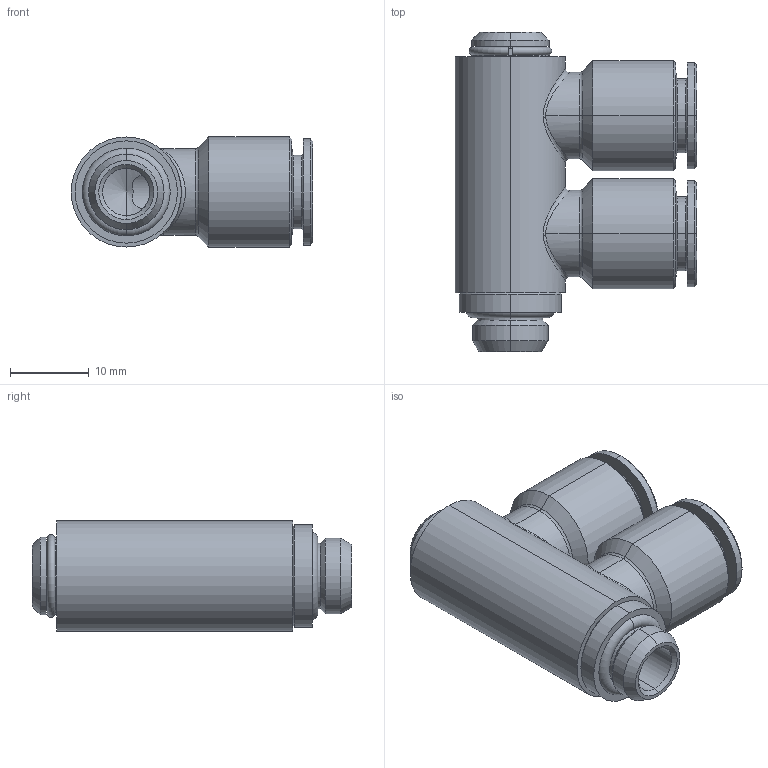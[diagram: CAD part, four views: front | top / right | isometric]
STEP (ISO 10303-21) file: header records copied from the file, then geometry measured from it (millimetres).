
FILE_DESCRIPTION (( 'STEP AP203' ), '1' );
FILE_NAME ('A0310041.STEP', '2009-04-09T13:49:05', ( '' ), ( 'sopra-pneumatic' ), 'SwSTEP 2.0', 'SolidWorks 2009', '' );
FILE_SCHEMA (( 'CONFIG_CONTROL_DESIGN' ));
Length unit declared in the file: millimetre
Products named in the file (1): A0310041
Bounding box: 30.7 x 40.6 x 14 mm (x, y, z)
Volume: 7126.1 mm3; surface area: 5428.3 mm2
Topology: 1 solids, 1 shells, 134 faces, 300 edges, 176 vertices
Faces by surface type: cylinder 46, cone 44, plane 33, torus 7, bspline 4
Entity records: 4807 total; most frequent: CARTESIAN_POINT 1723, DIRECTION 680, ORIENTED_EDGE 592, EDGE_CURVE 296, AXIS2_PLACEMENT_3D 281, VERTEX_POINT 176, EDGE_LOOP 150, CIRCLE 150
